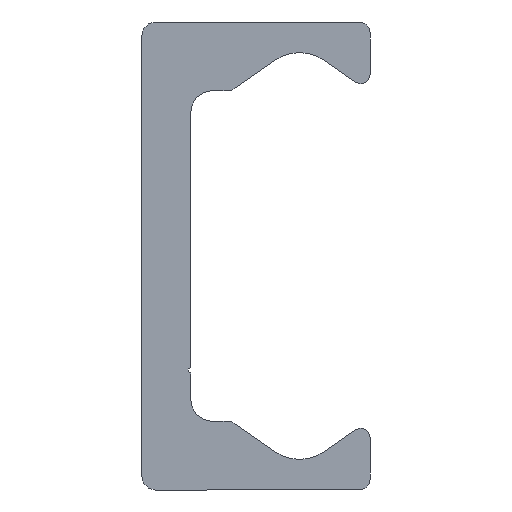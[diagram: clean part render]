
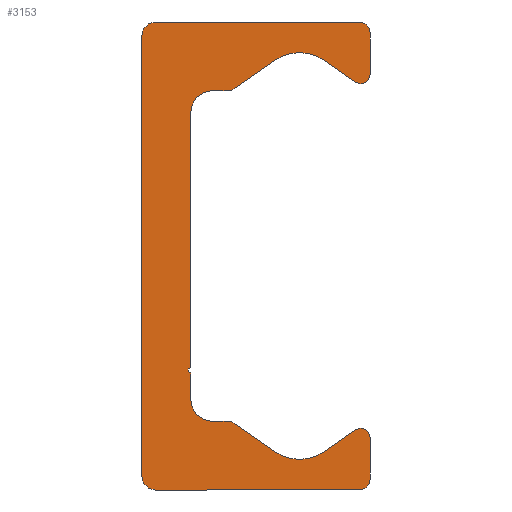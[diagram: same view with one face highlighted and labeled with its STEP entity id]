
A CAD part, left-side view. The second image highlights one B-rep face of the part: STEP entity #3153.
In plain terms, the highlighted planar face has unit normal (-1, 0, 0).
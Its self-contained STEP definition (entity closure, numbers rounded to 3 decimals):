
#2124=CARTESIAN_POINT('',(0.0,9.25,-21.5));
#2125=VERTEX_POINT('',#2124);
#2132=CARTESIAN_POINT('',(0.0,10.5,-20.25));
#2133=VERTEX_POINT('',#2132);
#2134=CARTESIAN_POINT('',(0.0,9.25,-20.25));
#2135=DIRECTION('',(1.0,0.0,0.0));
#2136=DIRECTION('',(0.0,0.0,-1.0));
#2137=AXIS2_PLACEMENT_3D('',#2134,#2135,#2136);
#2138=CIRCLE('',#2137,1.25);
#2139=EDGE_CURVE('',#2125,#2133,#2138,.T.);
#2163=CARTESIAN_POINT('',(0.0,-9.5,-21.5));
#2164=VERTEX_POINT('',#2163);
#2171=CARTESIAN_POINT('',(0.0,-9.5,-21.5));
#2172=DIRECTION('',(0.0,1.0,0.0));
#2173=VECTOR('',#2172,18.75);
#2174=LINE('',#2171,#2173);
#2175=EDGE_CURVE('',#2164,#2125,#2174,.T.);
#2195=CARTESIAN_POINT('',(0.0,-10.5,-20.5));
#2196=VERTEX_POINT('',#2195);
#2203=CARTESIAN_POINT('',(0.0,-9.5,-20.5));
#2204=DIRECTION('',(1.0,0.0,0.0));
#2205=DIRECTION('',(0.0,-1.0,0.0));
#2206=AXIS2_PLACEMENT_3D('',#2203,#2204,#2205);
#2207=CIRCLE('',#2206,1.0);
#2208=EDGE_CURVE('',#2196,#2164,#2207,.T.);
#2227=CARTESIAN_POINT('',(0.0,-10.5,-16.65));
#2228=VERTEX_POINT('',#2227);
#2235=CARTESIAN_POINT('',(0.0,-10.5,-16.65));
#2236=DIRECTION('',(0.0,0.0,-1.0));
#2237=VECTOR('',#2236,3.85);
#2238=LINE('',#2235,#2237);
#2239=EDGE_CURVE('',#2228,#2196,#2238,.T.);
#2259=CARTESIAN_POINT('',(0.0,-9.162,-15.954));
#2260=VERTEX_POINT('',#2259);
#2267=CARTESIAN_POINT('',(0.0,-9.65,-16.65));
#2268=DIRECTION('',(1.0,0.0,0.0));
#2269=DIRECTION('',(0.0,0.574,0.819));
#2270=AXIS2_PLACEMENT_3D('',#2267,#2268,#2269);
#2271=CIRCLE('',#2270,0.85);
#2272=EDGE_CURVE('',#2260,#2228,#2271,.T.);
#2291=CARTESIAN_POINT('',(0.0,-6.294,-17.962));
#2292=VERTEX_POINT('',#2291);
#2299=CARTESIAN_POINT('',(0.0,-6.294,-17.962));
#2300=DIRECTION('',(0.0,-0.819,0.574));
#2301=VECTOR('',#2300,3.501);
#2302=LINE('',#2299,#2301);
#2303=EDGE_CURVE('',#2292,#2260,#2302,.T.);
#2323=CARTESIAN_POINT('',(0.0,-1.706,-17.962));
#2324=VERTEX_POINT('',#2323);
#2331=CARTESIAN_POINT('',(0.0,-4.,-14.685));
#2332=DIRECTION('',(-1.0,0.0,0.0));
#2333=DIRECTION('',(0.0,0.574,0.819));
#2334=AXIS2_PLACEMENT_3D('',#2331,#2332,#2333);
#2335=CIRCLE('',#2334,4.0);
#2336=EDGE_CURVE('',#2324,#2292,#2335,.T.);
#2355=CARTESIAN_POINT('',(0.0,1.981,-15.381));
#2356=VERTEX_POINT('',#2355);
#2363=CARTESIAN_POINT('',(0.0,1.981,-15.381));
#2364=DIRECTION('',(0.0,-0.819,-0.574));
#2365=VECTOR('',#2364,4.5);
#2366=LINE('',#2363,#2365);
#2367=EDGE_CURVE('',#2356,#2324,#2366,.T.);
#2387=CARTESIAN_POINT('',(0.0,2.554,-15.2));
#2388=VERTEX_POINT('',#2387);
#2395=CARTESIAN_POINT('',(0.0,2.554,-16.2));
#2396=DIRECTION('',(1.0,0.0,0.0));
#2397=DIRECTION('',(0.0,0.0,1.0));
#2398=AXIS2_PLACEMENT_3D('',#2395,#2396,#2397);
#2399=CIRCLE('',#2398,1.);
#2400=EDGE_CURVE('',#2388,#2356,#2399,.T.);
#2419=CARTESIAN_POINT('',(0.0,4.0,-15.2));
#2420=VERTEX_POINT('',#2419);
#2427=CARTESIAN_POINT('',(0.0,4.0,-15.2));
#2428=DIRECTION('',(0.0,-1.0,0.0));
#2429=VECTOR('',#2428,1.446);
#2430=LINE('',#2427,#2429);
#2431=EDGE_CURVE('',#2420,#2388,#2430,.T.);
#2451=CARTESIAN_POINT('',(0.0,6.,-13.2));
#2452=VERTEX_POINT('',#2451);
#2459=CARTESIAN_POINT('',(0.0,4.,-13.2));
#2460=DIRECTION('',(-1.0,0.0,0.0));
#2461=DIRECTION('',(0.0,0.0,1.0));
#2462=AXIS2_PLACEMENT_3D('',#2459,#2460,#2461);
#2463=CIRCLE('',#2462,2.0);
#2464=EDGE_CURVE('',#2452,#2420,#2463,.T.);
#2483=CARTESIAN_POINT('',(0.0,6.,-10.75));
#2484=VERTEX_POINT('',#2483);
#2491=CARTESIAN_POINT('',(0.0,6.,-10.75));
#2492=DIRECTION('',(0.0,0.0,-1.0));
#2493=VECTOR('',#2492,2.45);
#2494=LINE('',#2491,#2493);
#2495=EDGE_CURVE('',#2484,#2452,#2494,.T.);
#2515=CARTESIAN_POINT('',(0.0,6.,-10.25));
#2516=VERTEX_POINT('',#2515);
#2523=CARTESIAN_POINT('',(0.0,6.,-10.5));
#2524=DIRECTION('',(-1.0,0.0,0.0));
#2525=DIRECTION('',(0.0,0.0,1.0));
#2526=AXIS2_PLACEMENT_3D('',#2523,#2524,#2525);
#2527=CIRCLE('',#2526,0.25);
#2528=EDGE_CURVE('',#2516,#2484,#2527,.T.);
#2547=CARTESIAN_POINT('',(0.0,6.,13.2));
#2548=VERTEX_POINT('',#2547);
#2555=CARTESIAN_POINT('',(0.0,6.,13.2));
#2556=DIRECTION('',(0.0,0.0,-1.0));
#2557=VECTOR('',#2556,23.45);
#2558=LINE('',#2555,#2557);
#2559=EDGE_CURVE('',#2548,#2516,#2558,.T.);
#2669=CARTESIAN_POINT('',(0.0,4.0,15.2));
#2670=VERTEX_POINT('',#2669);
#2677=CARTESIAN_POINT('',(0.0,4.,13.2));
#2678=DIRECTION('',(-1.0,0.0,0.0));
#2679=DIRECTION('',(0.0,-1.0,0.0));
#2680=AXIS2_PLACEMENT_3D('',#2677,#2678,#2679);
#2681=CIRCLE('',#2680,2.0);
#2682=EDGE_CURVE('',#2670,#2548,#2681,.T.);
#2701=CARTESIAN_POINT('',(0.0,2.554,15.2));
#2702=VERTEX_POINT('',#2701);
#2709=CARTESIAN_POINT('',(0.0,2.554,15.2));
#2710=DIRECTION('',(0.0,1.0,0.0));
#2711=VECTOR('',#2710,1.446);
#2712=LINE('',#2709,#2711);
#2713=EDGE_CURVE('',#2702,#2670,#2712,.T.);
#2733=CARTESIAN_POINT('',(0.0,1.981,15.381));
#2734=VERTEX_POINT('',#2733);
#2741=CARTESIAN_POINT('',(0.0,2.554,16.2));
#2742=DIRECTION('',(1.0,0.0,0.0));
#2743=DIRECTION('',(0.0,-0.574,-0.819));
#2744=AXIS2_PLACEMENT_3D('',#2741,#2742,#2743);
#2745=CIRCLE('',#2744,1.);
#2746=EDGE_CURVE('',#2734,#2702,#2745,.T.);
#2765=CARTESIAN_POINT('',(0.0,-1.706,17.962));
#2766=VERTEX_POINT('',#2765);
#2773=CARTESIAN_POINT('',(0.0,-1.706,17.962));
#2774=DIRECTION('',(0.0,0.819,-0.574));
#2775=VECTOR('',#2774,4.5);
#2776=LINE('',#2773,#2775);
#2777=EDGE_CURVE('',#2766,#2734,#2776,.T.);
#2797=CARTESIAN_POINT('',(0.0,-6.294,17.962));
#2798=VERTEX_POINT('',#2797);
#2805=CARTESIAN_POINT('',(0.0,-4.,14.685));
#2806=DIRECTION('',(-1.0,0.0,0.0));
#2807=DIRECTION('',(0.0,-0.574,-0.819));
#2808=AXIS2_PLACEMENT_3D('',#2805,#2806,#2807);
#2809=CIRCLE('',#2808,4.0);
#2810=EDGE_CURVE('',#2798,#2766,#2809,.T.);
#2829=CARTESIAN_POINT('',(0.0,-9.162,15.954));
#2830=VERTEX_POINT('',#2829);
#2837=CARTESIAN_POINT('',(0.0,-9.162,15.954));
#2838=DIRECTION('',(0.0,0.819,0.574));
#2839=VECTOR('',#2838,3.501);
#2840=LINE('',#2837,#2839);
#2841=EDGE_CURVE('',#2830,#2798,#2840,.T.);
#2861=CARTESIAN_POINT('',(0.0,-10.5,16.65));
#2862=VERTEX_POINT('',#2861);
#2869=CARTESIAN_POINT('',(0.0,-9.65,16.65));
#2870=DIRECTION('',(1.0,0.0,0.0));
#2871=DIRECTION('',(0.0,-1.0,0.0));
#2872=AXIS2_PLACEMENT_3D('',#2869,#2870,#2871);
#2873=CIRCLE('',#2872,0.85);
#2874=EDGE_CURVE('',#2862,#2830,#2873,.T.);
#2893=CARTESIAN_POINT('',(0.0,-10.5,20.5));
#2894=VERTEX_POINT('',#2893);
#2901=CARTESIAN_POINT('',(0.0,-10.5,20.5));
#2902=DIRECTION('',(0.0,0.0,-1.0));
#2903=VECTOR('',#2902,3.85);
#2904=LINE('',#2901,#2903);
#2905=EDGE_CURVE('',#2894,#2862,#2904,.T.);
#2925=CARTESIAN_POINT('',(0.0,-9.5,21.5));
#2926=VERTEX_POINT('',#2925);
#2933=CARTESIAN_POINT('',(0.0,-9.5,20.5));
#2934=DIRECTION('',(1.0,0.0,0.0));
#2935=DIRECTION('',(0.0,0.0,1.0));
#2936=AXIS2_PLACEMENT_3D('',#2933,#2934,#2935);
#2937=CIRCLE('',#2936,1.0);
#2938=EDGE_CURVE('',#2926,#2894,#2937,.T.);
#2957=CARTESIAN_POINT('',(0.0,9.25,21.5));
#2958=VERTEX_POINT('',#2957);
#2965=CARTESIAN_POINT('',(0.0,9.25,21.5));
#2966=DIRECTION('',(0.0,-1.0,0.0));
#2967=VECTOR('',#2966,18.75);
#2968=LINE('',#2965,#2967);
#2969=EDGE_CURVE('',#2958,#2926,#2968,.T.);
#2989=CARTESIAN_POINT('',(0.0,10.5,20.25));
#2990=VERTEX_POINT('',#2989);
#2997=CARTESIAN_POINT('',(0.0,9.25,20.25));
#2998=DIRECTION('',(1.0,0.0,0.0));
#2999=DIRECTION('',(0.0,1.0,0.0));
#3000=AXIS2_PLACEMENT_3D('',#2997,#2998,#2999);
#3001=CIRCLE('',#3000,1.25);
#3002=EDGE_CURVE('',#2990,#2958,#3001,.T.);
#3020=CARTESIAN_POINT('',(0.0,10.5,-20.25));
#3021=DIRECTION('',(0.0,0.0,1.0));
#3022=VECTOR('',#3021,40.5);
#3023=LINE('',#3020,#3022);
#3024=EDGE_CURVE('',#2133,#2990,#3023,.T.);
#3120=CARTESIAN_POINT('',(0.0,2.66,-0.019));
#3121=DIRECTION('',(1.0,0.0,0.0));
#3122=DIRECTION('',(0.0,0.0,-1.0));
#3123=AXIS2_PLACEMENT_3D('',#3120,#3121,#3122);
#3124=PLANE('',#3123);
#3125=ORIENTED_EDGE('',*,*,#3024,.F.);
#3126=ORIENTED_EDGE('',*,*,#2139,.F.);
#3127=ORIENTED_EDGE('',*,*,#2175,.F.);
#3128=ORIENTED_EDGE('',*,*,#2208,.F.);
#3129=ORIENTED_EDGE('',*,*,#2239,.F.);
#3130=ORIENTED_EDGE('',*,*,#2272,.F.);
#3131=ORIENTED_EDGE('',*,*,#2303,.F.);
#3132=ORIENTED_EDGE('',*,*,#2336,.F.);
#3133=ORIENTED_EDGE('',*,*,#2367,.F.);
#3134=ORIENTED_EDGE('',*,*,#2400,.F.);
#3135=ORIENTED_EDGE('',*,*,#2431,.F.);
#3136=ORIENTED_EDGE('',*,*,#2464,.F.);
#3137=ORIENTED_EDGE('',*,*,#2495,.F.);
#3138=ORIENTED_EDGE('',*,*,#2528,.F.);
#3139=ORIENTED_EDGE('',*,*,#2559,.F.);
#3140=ORIENTED_EDGE('',*,*,#2682,.F.);
#3141=ORIENTED_EDGE('',*,*,#2713,.F.);
#3142=ORIENTED_EDGE('',*,*,#2746,.F.);
#3143=ORIENTED_EDGE('',*,*,#2777,.F.);
#3144=ORIENTED_EDGE('',*,*,#2810,.F.);
#3145=ORIENTED_EDGE('',*,*,#2841,.F.);
#3146=ORIENTED_EDGE('',*,*,#2874,.F.);
#3147=ORIENTED_EDGE('',*,*,#2905,.F.);
#3148=ORIENTED_EDGE('',*,*,#2938,.F.);
#3149=ORIENTED_EDGE('',*,*,#2969,.F.);
#3150=ORIENTED_EDGE('',*,*,#3002,.F.);
#3151=EDGE_LOOP('',(#3125,#3126,#3127,#3128,#3129,#3130,#3131,#3132,#3133,#3134,#3135,#3136,#3137,#3138,#3139,#3140,#3141,#3142,#3143,#3144,#3145,#3146,#3147,#3148,#3149,#3150));
#3152=FACE_OUTER_BOUND('',#3151,.T.);
#3153=ADVANCED_FACE('',(#3152),#3124,.F.);
